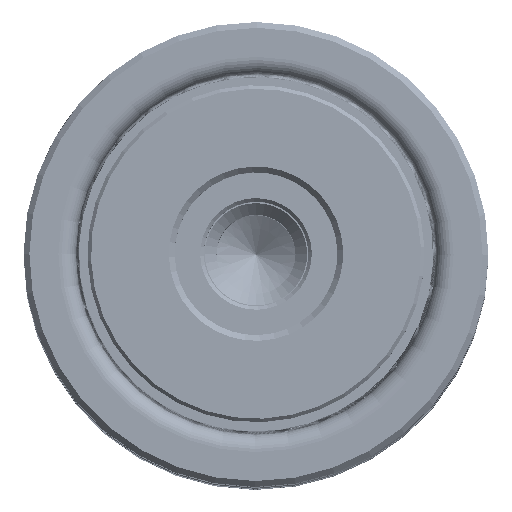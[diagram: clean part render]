
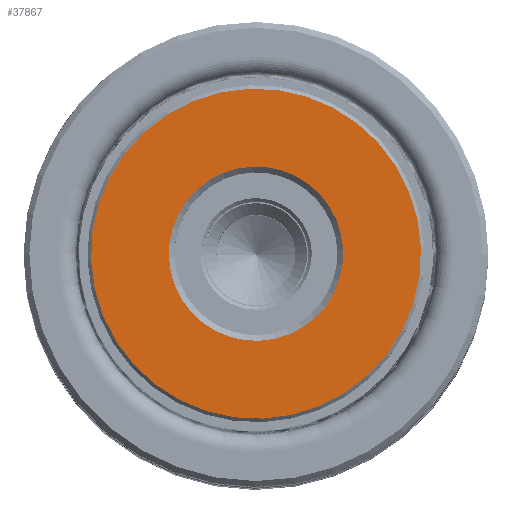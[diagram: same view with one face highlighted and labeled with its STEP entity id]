
A CAD part, top view. The second image highlights one B-rep face of the part: STEP entity #37867.
In plain terms, the highlighted face is planar.
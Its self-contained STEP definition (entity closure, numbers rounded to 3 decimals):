
#3721 = DIRECTION ( 'NONE',  ( 0., 0., 1. ) ) ;
#3793 = CIRCLE ( 'NONE', #32561, 14.2 ) ;
#3966 = DIRECTION ( 'NONE',  ( 1., 0., 0. ) ) ;
#4271 = FACE_BOUND ( 'NONE', #6267, .T. ) ;
#5632 = CARTESIAN_POINT ( 'NONE',  ( 0., 0., 0. ) ) ;
#6135 = CARTESIAN_POINT ( 'NONE',  ( 14.2, 0., 0. ) ) ;
#6267 = EDGE_LOOP ( 'NONE', ( #45525, #47684 ) ) ;
#7854 = EDGE_LOOP ( 'NONE', ( #48499, #18485 ) ) ;
#8700 = CARTESIAN_POINT ( 'NONE',  ( 0., 0., 0. ) ) ;
#9638 = DIRECTION ( 'NONE',  ( 1., 0., 0. ) ) ;
#11425 = CARTESIAN_POINT ( 'NONE',  ( 0., 0., 0. ) ) ;
#12924 = DIRECTION ( 'NONE',  ( 0., 0., 1. ) ) ;
#13443 = CIRCLE ( 'NONE', #51497, 14.2 ) ;
#14820 = CIRCLE ( 'NONE', #21274, 7.5 ) ;
#16165 = FACE_OUTER_BOUND ( 'NONE', #7854, .T. ) ;
#17029 = VERTEX_POINT ( 'NONE', #42389 ) ;
#18485 = ORIENTED_EDGE ( 'NONE', *, *, #27859, .T. ) ;
#20824 = DIRECTION ( 'NONE',  ( 0., 0., -1. ) ) ;
#21274 = AXIS2_PLACEMENT_3D ( 'NONE', #8700, #27977, #3966 ) ;
#22948 = VERTEX_POINT ( 'NONE', #6135 ) ;
#27721 = PLANE ( 'NONE',  #40624 ) ;
#27859 = EDGE_CURVE ( 'NONE', #50922, #22948, #13443, .T. ) ;
#27977 = DIRECTION ( 'NONE',  ( 0., 0., 1. ) ) ;
#31728 = DIRECTION ( 'NONE',  ( 1., 0., 0. ) ) ;
#32561 = AXIS2_PLACEMENT_3D ( 'NONE', #5632, #33617, #9638 ) ;
#32738 = EDGE_CURVE ( 'NONE', #22948, #50922, #3793, .T. ) ;
#33617 = DIRECTION ( 'NONE',  ( 0., 0., -1. ) ) ;
#36275 = AXIS2_PLACEMENT_3D ( 'NONE', #36872, #12924, #40857 ) ;
#36872 = CARTESIAN_POINT ( 'NONE',  ( 0., 0., 0. ) ) ;
#37178 = EDGE_CURVE ( 'NONE', #47381, #17029, #43653, .T. ) ;
#37867 = ADVANCED_FACE ( 'NONE', ( #16165, #4271 ), #27721, .F. ) ;
#40624 = AXIS2_PLACEMENT_3D ( 'NONE', #11425, #3721, #31728 ) ;
#40857 = DIRECTION ( 'NONE',  ( 1., 0., 0. ) ) ;
#41391 = EDGE_CURVE ( 'NONE', #17029, #47381, #14820, .T. ) ;
#42389 = CARTESIAN_POINT ( 'NONE',  ( -7.5, 0., 0. ) ) ;
#43653 = CIRCLE ( 'NONE', #36275, 7.5 ) ;
#44692 = CARTESIAN_POINT ( 'NONE',  ( 0., 0., 0. ) ) ;
#45525 = ORIENTED_EDGE ( 'NONE', *, *, #41391, .T. ) ;
#47381 = VERTEX_POINT ( 'NONE', #51164 ) ;
#47684 = ORIENTED_EDGE ( 'NONE', *, *, #37178, .T. ) ;
#48499 = ORIENTED_EDGE ( 'NONE', *, *, #32738, .T. ) ;
#48741 = DIRECTION ( 'NONE',  ( 1., 0., 0. ) ) ;
#50922 = VERTEX_POINT ( 'NONE', #51457 ) ;
#51164 = CARTESIAN_POINT ( 'NONE',  ( 7.5, 0., 0. ) ) ;
#51457 = CARTESIAN_POINT ( 'NONE',  ( -14.2, 0., 0. ) ) ;
#51497 = AXIS2_PLACEMENT_3D ( 'NONE', #44692, #20824, #48741 ) ;
